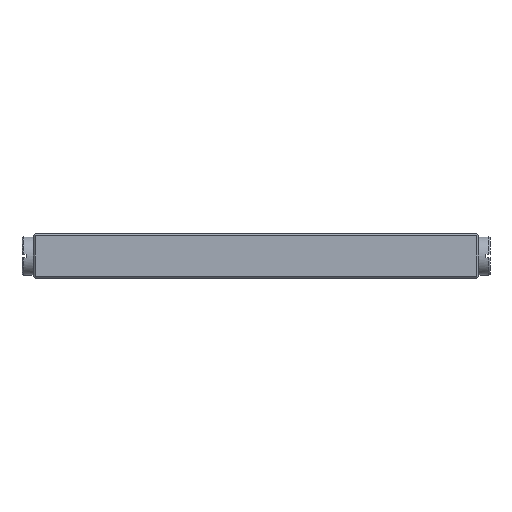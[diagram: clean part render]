
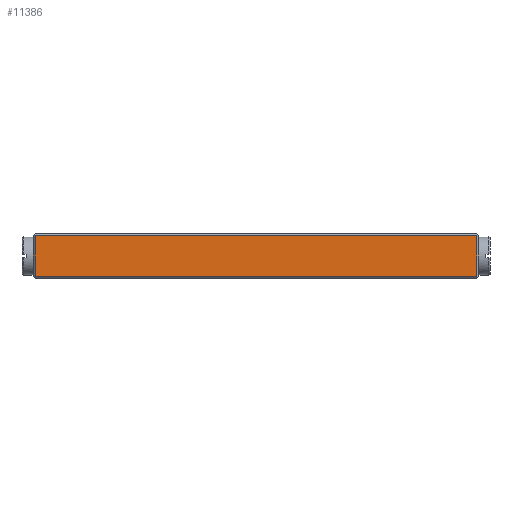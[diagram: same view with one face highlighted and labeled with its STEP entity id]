
A CAD part, front view. The second image highlights one B-rep face of the part: STEP entity #11386.
In plain terms, the highlighted planar face has unit normal (0, -1, 0).
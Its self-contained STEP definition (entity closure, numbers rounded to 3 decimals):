
#9319=FACE_OUTER_BOUND('',#17573,.T.);
#11386=ADVANCED_FACE('',(#9319),#13702,.T.);
#13702=PLANE('',#49420);
#17573=EDGE_LOOP('',(#20526,#20527,#20528,#20529));
#20526=ORIENTED_EDGE('',*,*,#35910,.T.);
#20527=ORIENTED_EDGE('',*,*,#35911,.T.);
#20528=ORIENTED_EDGE('',*,*,#35912,.T.);
#20529=ORIENTED_EDGE('',*,*,#35913,.T.);
#32046=VERTEX_POINT('',#62987);
#32047=VERTEX_POINT('',#62988);
#32048=VERTEX_POINT('',#62990);
#32049=VERTEX_POINT('',#62992);
#35910=EDGE_CURVE('',#32046,#32047,#41581,.T.);
#35911=EDGE_CURVE('',#32047,#32048,#41582,.T.);
#35912=EDGE_CURVE('',#32048,#32049,#41583,.T.);
#35913=EDGE_CURVE('',#32049,#32046,#41584,.T.);
#41581=LINE('',#62986,#45581);
#41582=LINE('',#62989,#45582);
#41583=LINE('',#62991,#45583);
#41584=LINE('',#62993,#45584);
#45581=VECTOR('',#52542,1.);
#45582=VECTOR('',#52543,1.);
#45583=VECTOR('',#52544,1.);
#45584=VECTOR('',#52545,1.);
#49420=AXIS2_PLACEMENT_3D('',#62994,#52546,#52547);
#52542=DIRECTION('',(-1.,0.,0.));
#52543=DIRECTION('',(0.,0.,-1.));
#52544=DIRECTION('',(1.,0.,0.));
#52545=DIRECTION('',(0.,0.,1.));
#52546=DIRECTION('',(0.,-1.,0.));
#52547=DIRECTION('',(0.,0.,1.));
#62986=CARTESIAN_POINT('',(0.,-40.,14.25));
#62987=CARTESIAN_POINT('',(74.275,-40.,14.25));
#62988=CARTESIAN_POINT('',(-74.275,-40.,14.25));
#62989=CARTESIAN_POINT('',(-74.275,-40.,0.));
#62990=CARTESIAN_POINT('',(-74.275,-40.,0.75));
#62991=CARTESIAN_POINT('',(0.,-40.,0.75));
#62992=CARTESIAN_POINT('',(74.275,-40.,0.75));
#62993=CARTESIAN_POINT('',(74.275,-40.,0.));
#62994=CARTESIAN_POINT('',(0.,-40.,0.));
